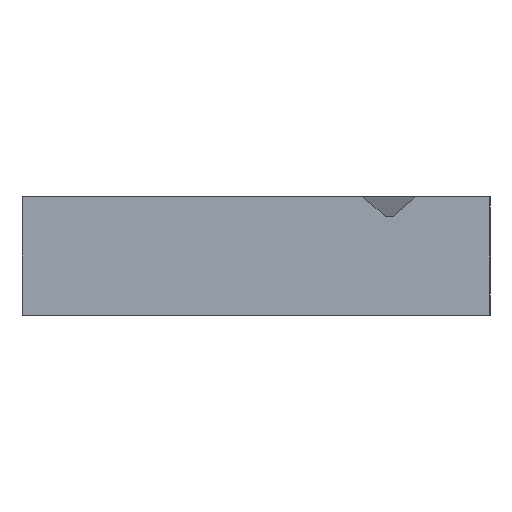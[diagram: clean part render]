
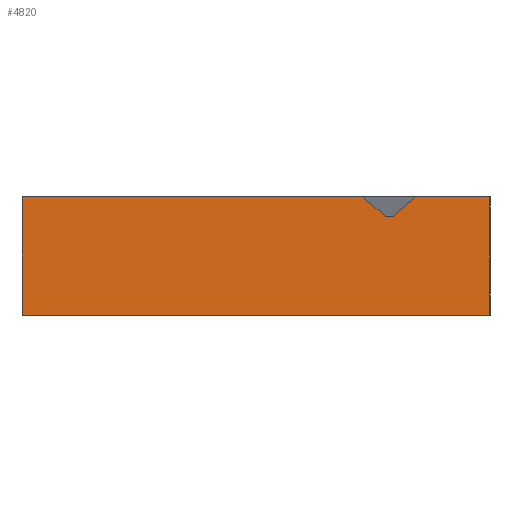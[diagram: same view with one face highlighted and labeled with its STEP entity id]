
A CAD part, left-side view. The second image highlights one B-rep face of the part: STEP entity #4820.
In plain terms, the highlighted planar face has unit normal (-1, 0, 0).
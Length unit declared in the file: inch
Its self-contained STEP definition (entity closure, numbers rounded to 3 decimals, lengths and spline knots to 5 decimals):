
#1535=FACE_OUTER_BOUND('',#1748,.T.);
#1748=EDGE_LOOP('',(#4083,#4084,#4085,#4086,#4087,#4088,#4089,#4090));
#1869=LINE('',#6249,#2328);
#1972=LINE('',#6490,#2431);
#1982=LINE('',#6510,#2441);
#2131=LINE('',#6805,#2590);
#2158=LINE('',#6865,#2617);
#2161=LINE('',#6869,#2620);
#2163=LINE('',#6872,#2622);
#2164=LINE('',#6874,#2623);
#2328=VECTOR('',#5233,0.3937);
#2431=VECTOR('',#5422,0.3937);
#2441=VECTOR('',#5432,0.3937);
#2590=VECTOR('',#5661,0.3937);
#2617=VECTOR('',#5730,0.3937);
#2620=VECTOR('',#5735,0.3937);
#2622=VECTOR('',#5739,0.3937);
#2623=VECTOR('',#5742,0.3937);
#2786=VERTEX_POINT('',#6246);
#2787=VERTEX_POINT('',#6248);
#2881=VERTEX_POINT('',#6487);
#2882=VERTEX_POINT('',#6489);
#2891=VERTEX_POINT('',#6507);
#2892=VERTEX_POINT('',#6509);
#3009=VERTEX_POINT('',#6862);
#3010=VERTEX_POINT('',#6864);
#3093=EDGE_CURVE('',#2787,#2786,#1869,.T.);
#3212=EDGE_CURVE('',#2882,#2881,#1972,.T.);
#3222=EDGE_CURVE('',#2891,#2892,#1982,.T.);
#3372=EDGE_CURVE('',#2892,#2786,#2131,.T.);
#3399=EDGE_CURVE('',#3010,#3009,#2158,.T.);
#3402=EDGE_CURVE('',#2891,#3010,#2161,.T.);
#3404=EDGE_CURVE('',#3009,#2882,#2163,.T.);
#3405=EDGE_CURVE('',#2881,#2787,#2164,.T.);
#4083=ORIENTED_EDGE('',*,*,#3093,.T.);
#4084=ORIENTED_EDGE('',*,*,#3372,.F.);
#4085=ORIENTED_EDGE('',*,*,#3222,.F.);
#4086=ORIENTED_EDGE('',*,*,#3402,.T.);
#4087=ORIENTED_EDGE('',*,*,#3399,.T.);
#4088=ORIENTED_EDGE('',*,*,#3404,.T.);
#4089=ORIENTED_EDGE('',*,*,#3212,.T.);
#4090=ORIENTED_EDGE('',*,*,#3405,.T.);
#4631=PLANE('',#5052);
#4820=ADVANCED_FACE('',(#1535),#4631,.T.);
#5052=AXIS2_PLACEMENT_3D('',#6873,#5740,#5741);
#5233=DIRECTION('',(0.,-1.,0.));
#5422=DIRECTION('',(0.,1.,0.));
#5432=DIRECTION('',(0.,-1.,0.));
#5661=DIRECTION('',(0.,0.,-1.));
#5730=DIRECTION('',(0.,1.,0.));
#5735=DIRECTION('',(0.,0.758,-0.652));
#5739=DIRECTION('',(0.,0.758,0.652));
#5740=DIRECTION('center_axis',(-1.,0.,0.));
#5741=DIRECTION('ref_axis',(0.,0.,1.));
#5742=DIRECTION('',(0.,0.,-1.));
#6246=CARTESIAN_POINT('',(-0.6731,-1.78978,-0.54978));
#6248=CARTESIAN_POINT('',(-0.6731,0.96612,-0.54978));
#6249=CARTESIAN_POINT('',(-0.6731,0.17759,-0.54978));
#6487=CARTESIAN_POINT('',(-0.6731,0.96612,0.14663));
#6489=CARTESIAN_POINT('',(-0.6731,-1.04083,0.14663));
#6490=CARTESIAN_POINT('',(-0.6731,-1.04083,0.14663));
#6507=CARTESIAN_POINT('',(-0.6731,-1.35198,0.14663));
#6509=CARTESIAN_POINT('',(-0.6731,-1.78978,0.14663));
#6510=CARTESIAN_POINT('',(-0.6731,-1.75041,0.14663));
#6805=CARTESIAN_POINT('',(-0.6731,-1.78978,0.14663));
#6862=CARTESIAN_POINT('',(-0.6731,-1.17816,0.02852));
#6864=CARTESIAN_POINT('',(-0.6731,-1.21465,0.02852));
#6865=CARTESIAN_POINT('',(-0.6731,-1.21465,0.02852));
#6869=CARTESIAN_POINT('',(-0.6731,-1.35198,0.14663));
#6872=CARTESIAN_POINT('',(-0.6731,-1.17816,0.02852));
#6873=CARTESIAN_POINT('Origin',(-0.6731,-0.61094,-0.51162));
#6874=CARTESIAN_POINT('',(-0.6731,0.96612,0.14663));
